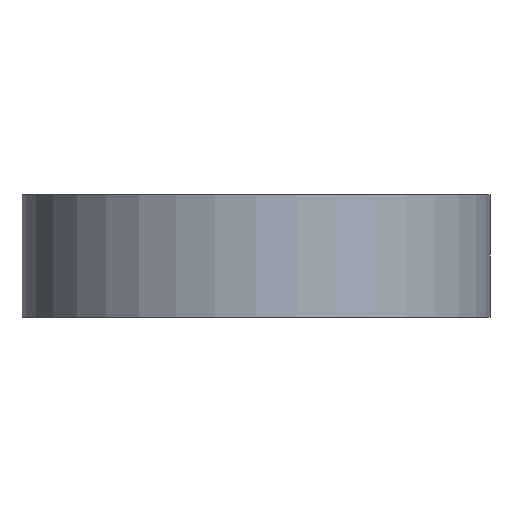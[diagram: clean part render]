
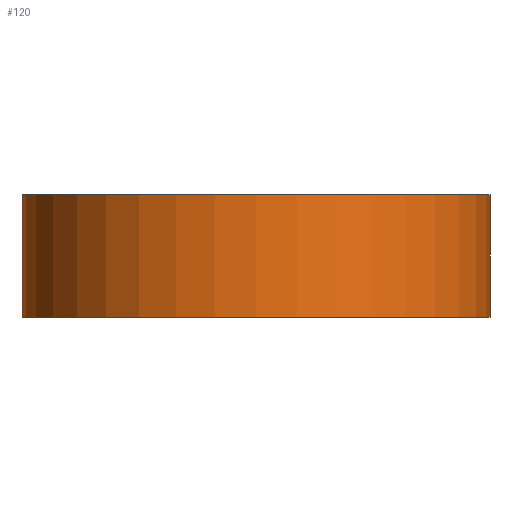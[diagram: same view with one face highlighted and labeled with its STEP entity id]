
A CAD part, front view. The second image highlights one B-rep face of the part: STEP entity #120.
In plain terms, the highlighted cylindrical face has radius 24.232 mm (diameter 48.463 mm), a partial arc.
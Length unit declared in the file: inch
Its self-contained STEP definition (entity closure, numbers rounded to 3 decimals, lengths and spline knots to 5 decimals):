
#11 = AXIS2_PLACEMENT_3D ( 'NONE', #62, #157, #204 ) ;
#19 = CARTESIAN_POINT ( 'NONE',  ( 0.906, -1.296, 0.25 ) ) ;
#23 = VERTEX_POINT ( 'NONE', #318 ) ;
#29 = LINE ( 'NONE', #448, #442 ) ;
#40 = CARTESIAN_POINT ( 'NONE',  ( 0.906, -2.25, -0.25 ) ) ;
#49 = CARTESIAN_POINT ( 'NONE',  ( 0.906, -1.296, -0.25 ) ) ;
#62 = CARTESIAN_POINT ( 'NONE',  ( 0.906, -2.25, 0.25 ) ) ;
#70 = AXIS2_PLACEMENT_3D ( 'NONE', #87, #131, #156 ) ;
#87 = CARTESIAN_POINT ( 'NONE',  ( 0.906, -2.25, 0.25 ) ) ;
#117 = VERTEX_POINT ( 'NONE', #138 ) ;
#120 = ADVANCED_FACE ( 'NONE', ( #450 ), #202, .T. ) ;
#131 = DIRECTION ( 'NONE',  ( 0., 0., -1. ) ) ;
#138 = CARTESIAN_POINT ( 'NONE',  ( 0.906, -1.296, 0.25 ) ) ;
#156 = DIRECTION ( 'NONE',  ( -1., 0., 0. ) ) ;
#157 = DIRECTION ( 'NONE',  ( 0., 0., -1. ) ) ;
#170 = DIRECTION ( 'NONE',  ( 0., 0., -1. ) ) ;
#189 = CARTESIAN_POINT ( 'NONE',  ( -0.048, -2.25, 0.25 ) ) ;
#202 = CYLINDRICAL_SURFACE ( 'NONE', #70, 0.954 ) ;
#204 = DIRECTION ( 'NONE',  ( 1., 0., 0. ) ) ;
#209 = CIRCLE ( 'NONE', #260, 0.954 ) ;
#212 = EDGE_CURVE ( 'NONE', #424, #23, #29, .T. ) ;
#229 = DIRECTION ( 'NONE',  ( 0., 0., -1. ) ) ;
#230 = EDGE_CURVE ( 'NONE', #117, #424, #524, .T. ) ;
#231 = DIRECTION ( 'NONE',  ( 1., 0., 0. ) ) ;
#247 = EDGE_CURVE ( 'NONE', #117, #477, #548, .T. ) ;
#260 = AXIS2_PLACEMENT_3D ( 'NONE', #40, #229, #231 ) ;
#294 = EDGE_CURVE ( 'NONE', #477, #23, #209, .T. ) ;
#318 = CARTESIAN_POINT ( 'NONE',  ( -0.048, -2.25, -0.25 ) ) ;
#331 = ORIENTED_EDGE ( 'NONE', *, *, #247, .F. ) ;
#379 = ORIENTED_EDGE ( 'NONE', *, *, #212, .T. ) ;
#385 = DIRECTION ( 'NONE',  ( 0., 0., -1. ) ) ;
#405 = ORIENTED_EDGE ( 'NONE', *, *, #294, .F. ) ;
#409 = EDGE_LOOP ( 'NONE', ( #405, #331, #474, #379 ) ) ;
#424 = VERTEX_POINT ( 'NONE', #189 ) ;
#442 = VECTOR ( 'NONE', #170, 39.37008 ) ;
#448 = CARTESIAN_POINT ( 'NONE',  ( -0.048, -2.25, 0.25 ) ) ;
#450 = FACE_OUTER_BOUND ( 'NONE', #409, .T. ) ;
#466 = VECTOR ( 'NONE', #385, 39.37008 ) ;
#474 = ORIENTED_EDGE ( 'NONE', *, *, #230, .T. ) ;
#477 = VERTEX_POINT ( 'NONE', #49 ) ;
#524 = CIRCLE ( 'NONE', #11, 0.954 ) ;
#548 = LINE ( 'NONE', #19, #466 ) ;
